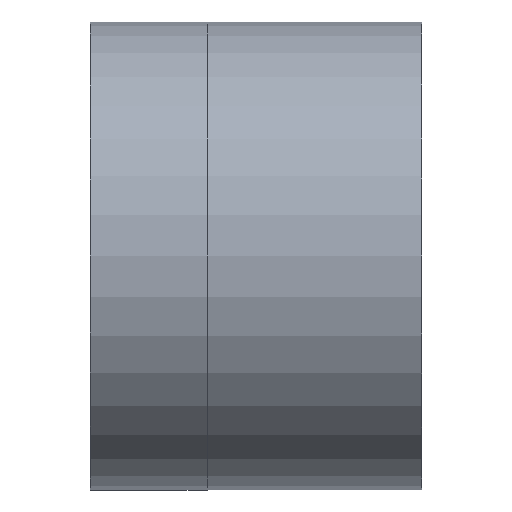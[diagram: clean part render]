
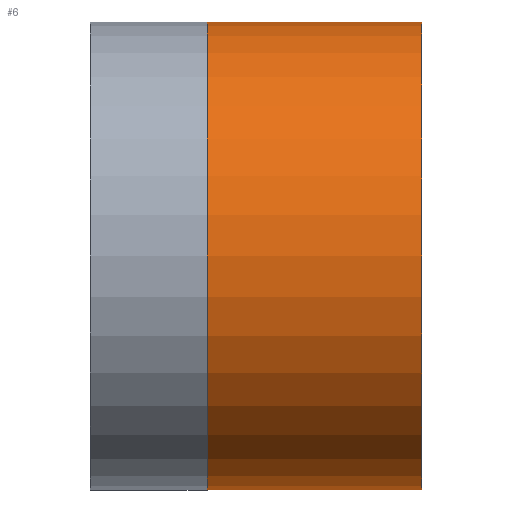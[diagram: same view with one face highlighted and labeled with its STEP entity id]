
A CAD part, left-side view. The second image highlights one B-rep face of the part: STEP entity #6.
In plain terms, the highlighted cylindrical face has radius 6 mm (diameter 11.999 mm), a partial arc.
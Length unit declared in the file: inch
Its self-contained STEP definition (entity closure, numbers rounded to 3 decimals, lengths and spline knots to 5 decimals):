
#6 = ADVANCED_FACE ( 'NONE', ( #1453 ), #2495, .T. ) ;
#15 = AXIS2_PLACEMENT_3D ( 'NONE', #488, #873, #674 ) ;
#78 = CARTESIAN_POINT ( 'NONE',  ( -1.04836, 0.16796, 0.47263 ) ) ;
#271 = DIRECTION ( 'NONE',  ( 0., 0., 1. ) ) ;
#299 = AXIS2_PLACEMENT_3D ( 'NONE', #78, #2474, #271 ) ;
#488 = CARTESIAN_POINT ( 'NONE',  ( -1.04836, 0.28596, 0.47263 ) ) ;
#512 = DIRECTION ( 'NONE',  ( 0., 1., 0. ) ) ;
#556 = EDGE_CURVE ( 'NONE', #2587, #931, #894, .T. ) ;
#560 = EDGE_CURVE ( 'NONE', #2587, #2608, #893, .T. ) ;
#638 = VERTEX_POINT ( 'NONE', #2464 ) ;
#653 = CARTESIAN_POINT ( 'NONE',  ( -1.04836, 0.16796, 0.70883 ) ) ;
#674 = DIRECTION ( 'NONE',  ( 0., 0., -1. ) ) ;
#856 = EDGE_CURVE ( 'NONE', #638, #931, #859, .T. ) ;
#859 = CIRCLE ( 'NONE', #1104, 0.2362 ) ;
#873 = DIRECTION ( 'NONE',  ( 0., -1., 0. ) ) ;
#893 = CIRCLE ( 'NONE', #299, 0.2362 ) ;
#894 = LINE ( 'NONE', #2274, #1444 ) ;
#931 = VERTEX_POINT ( 'NONE', #1332 ) ;
#1065 = DIRECTION ( 'NONE',  ( 0., -1., 0. ) ) ;
#1104 = AXIS2_PLACEMENT_3D ( 'NONE', #1737, #512, #1777 ) ;
#1192 = EDGE_CURVE ( 'NONE', #2608, #638, #1306, .T. ) ;
#1306 = LINE ( 'NONE', #1721, #2441 ) ;
#1332 = CARTESIAN_POINT ( 'NONE',  ( -1.04836, -0.04874, 0.70883 ) ) ;
#1413 = ORIENTED_EDGE ( 'NONE', *, *, #1192, .T. ) ;
#1444 = VECTOR ( 'NONE', #1065, 39.37008 ) ;
#1453 = FACE_OUTER_BOUND ( 'NONE', #1943, .T. ) ;
#1721 = CARTESIAN_POINT ( 'NONE',  ( -1.04836, 0.28596, 0.23643 ) ) ;
#1737 = CARTESIAN_POINT ( 'NONE',  ( -1.04836, -0.04874, 0.47263 ) ) ;
#1749 = DIRECTION ( 'NONE',  ( 0., -1., 0. ) ) ;
#1777 = DIRECTION ( 'NONE',  ( 0., 0., 1. ) ) ;
#1943 = EDGE_LOOP ( 'NONE', ( #2371, #1995, #1413, #2257 ) ) ;
#1995 = ORIENTED_EDGE ( 'NONE', *, *, #560, .T. ) ;
#2040 = CARTESIAN_POINT ( 'NONE',  ( -1.04836, 0.16796, 0.23643 ) ) ;
#2257 = ORIENTED_EDGE ( 'NONE', *, *, #856, .T. ) ;
#2274 = CARTESIAN_POINT ( 'NONE',  ( -1.04836, 0.28596, 0.70883 ) ) ;
#2371 = ORIENTED_EDGE ( 'NONE', *, *, #556, .F. ) ;
#2441 = VECTOR ( 'NONE', #1749, 39.37008 ) ;
#2464 = CARTESIAN_POINT ( 'NONE',  ( -1.04836, -0.04874, 0.23643 ) ) ;
#2474 = DIRECTION ( 'NONE',  ( 0., -1., 0. ) ) ;
#2495 = CYLINDRICAL_SURFACE ( 'NONE', #15, 0.2362 ) ;
#2587 = VERTEX_POINT ( 'NONE', #653 ) ;
#2608 = VERTEX_POINT ( 'NONE', #2040 ) ;
